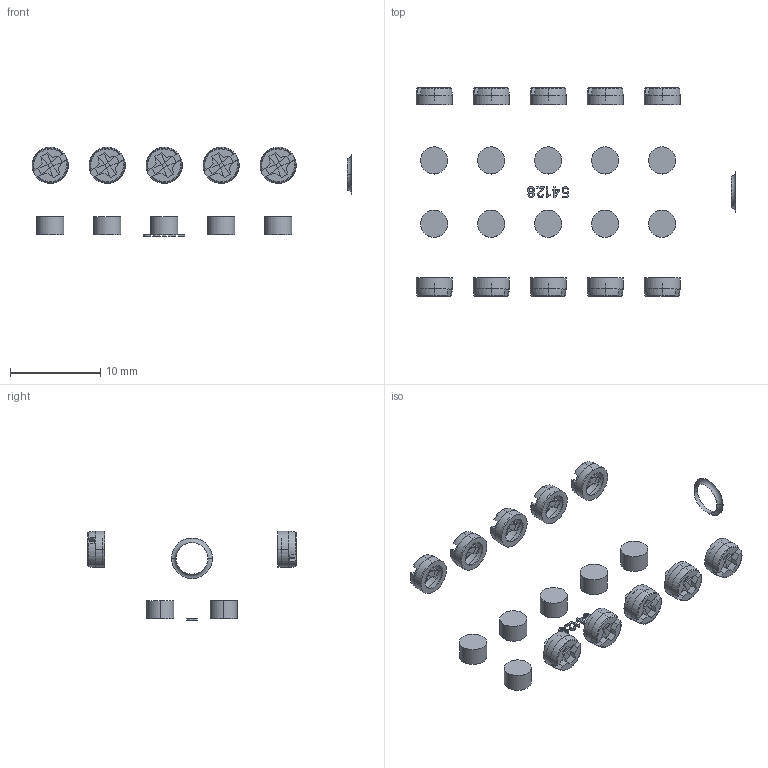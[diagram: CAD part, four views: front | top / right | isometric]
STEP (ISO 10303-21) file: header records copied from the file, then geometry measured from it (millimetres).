
FILE_DESCRIPTION(('Creo Elements/Direct Modeling STEP Export'),'2;1');
FILE_NAME('0ln7uvk44ulba583768','2016-09-29T10:45:17',(''),(''),'PTC Creo Elements/Direct Modeling STEP processor for AP214 (Solid Model)','PTC Creo Elements/Direct Modeling 19.0E 27-Jun-2016 (C) Parametric Technology GmbH','');
FILE_SCHEMA(('AUTOMOTIVE_DESIGN { 1 0 10303 214 1 1 1 1 }'));
Products named in the file (2): CDAM_10_X
Assembly tree (1 placements, depth 2):
  CDAM_10_X
    CDAM_10_X
Bounding box: 35.35 x 23 x 9.9 mm (x, y, z)
Volume: 161.1 mm3; surface area: 1714.3 mm2
Topology: 26 solids, 43 shells, 825 faces, 1980 edges, 1216 vertices
Faces by surface type: plane 661, torus 102, cylinder 42, cone 20
Entity records: 70636 total; most frequent: CARTESIAN_POINT 12347, ORIENTED_EDGE 10444, DIRECTION 8148, EDGE_CURVE 5178, VECTOR 4044, LINE 4044, VERTEX_POINT 3675, AXIS2_PLACEMENT_3D 2052
